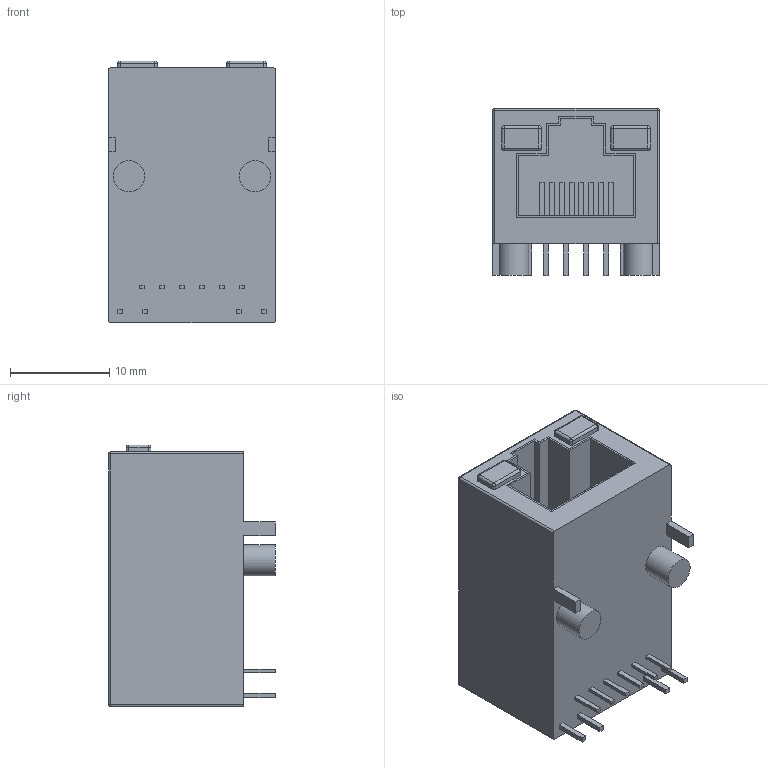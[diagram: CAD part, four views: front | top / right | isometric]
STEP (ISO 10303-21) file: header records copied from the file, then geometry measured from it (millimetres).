
FILE_DESCRIPTION(/* description */ (''),/* implementation_level */ '2;1');
FILE_NAME(/* name */ 'RJMG163118101NR.step',/* time_stamp */ '2019-07-10T17:45:45+02:00',/* author */ (''),/* organization */ (''),/* preprocessor_version */ 'ST-DEVELOPER v18',/* originating_system */ 'Autodesk Translation Framework v8.2.0.1029',/* authorisation */ '');
FILE_SCHEMA (('AUTOMOTIVE_DESIGN { 1 0 10303 214 3 1 1 }'));
Length unit declared in the file: millimetre
Products named in the file (1): (Unsaved)
Bounding box: 16.8 x 16.81 x 26.39 mm (x, y, z)
Volume: 5046.6 mm3; surface area: 3984.2 mm2
Topology: 24 solids, 24 shells, 216 faces, 462 edges, 296 vertices
Faces by surface type: plane 178, cylinder 26, sphere 12
Full cylindrical faces by diameter (mm): 3.15 x2
Entity records: 5741 total; most frequent: CARTESIAN_POINT 975, DIRECTION 948, ORIENTED_EDGE 924, EDGE_CURVE 462, LINE 410, VECTOR 410, VERTEX_POINT 296, AXIS2_PLACEMENT_3D 269
